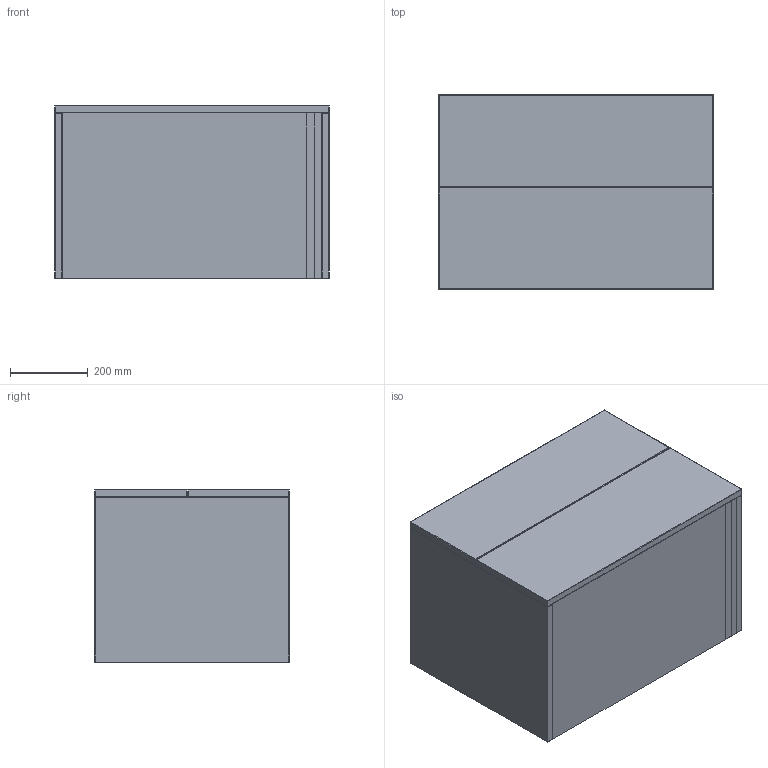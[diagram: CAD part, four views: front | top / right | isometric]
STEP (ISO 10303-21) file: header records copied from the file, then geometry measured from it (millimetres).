
FILE_DESCRIPTION (( 'STEP AP214' ), '1' );
FILE_NAME ('AU072 2D.STEP', '2020-03-11T11:02:16', ( '' ), ( '' ), 'SwSTEP 2.0', 'SolidWorks 2019', '' );
FILE_SCHEMA (( 'AUTOMOTIVE_DESIGN' ));
Length unit declared in the file: millimetre
Products named in the file (19): Front support_72; Bottom Drawer Front_72; Top drawer - in side_60; Top drawer - back_72; Side panels R_60; Top drawer - front_72; Top drawer front_72; AU_Bottom drawer_72; AU072 2D; Side panels L_60; Top drawer - base_72; AU_Top drawer_72; Base_72; Bottom drawer - base_72; Spacer; Bottom drawer - side_60; Drawer runner 320mm Wider - 9135934_3D Hettich_72; Bottom drawer - back_72; Top drawer - side_60
Assembly tree (24 placements, depth 3):
  AU072 2D
    Base_72
    Side panels R_60
    Side panels L_60
    AU_Top drawer_72
      Top drawer front_72
      Top drawer - base_72
      Top drawer - side_60  x2
      Top drawer - back_72  x2
      Top drawer - in side_60  x2
      Top drawer - front_72
      Spacer
    AU_Bottom drawer_72
      Bottom Drawer Front_72
      Bottom drawer - base_72
      Bottom drawer - side_60  x2
      Bottom drawer - back_72
    Front support_72  x2
    Drawer runner 320mm Wider - 9135934_3D Hettich_72  x2
Bounding box: 707 x 500 x 445 mm (x, y, z)
Volume: 36438283 mm3; surface area: 4962282.7 mm2
Topology: 29 solids, 29 shells, 934 faces, 2440 edges, 1556 vertices
Faces by surface type: cylinder 476, plane 426, sphere 32
Entity records: 18350 total; most frequent: DIRECTION 3246, CARTESIAN_POINT 2959, ORIENTED_EDGE 2864, EDGE_CURVE 1432, AXIS2_PLACEMENT_3D 1201, VERTEX_POINT 914, VECTOR 844, LINE 844
